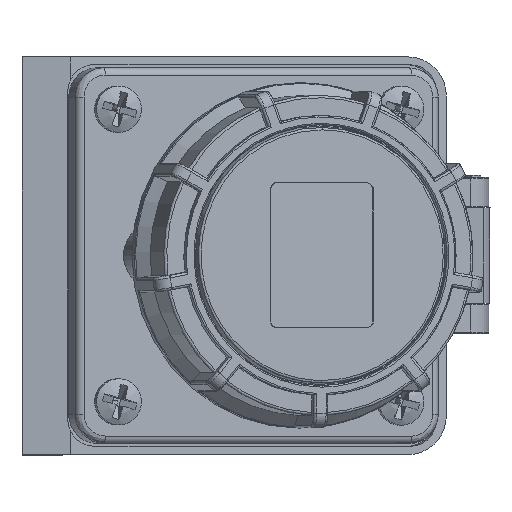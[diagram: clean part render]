
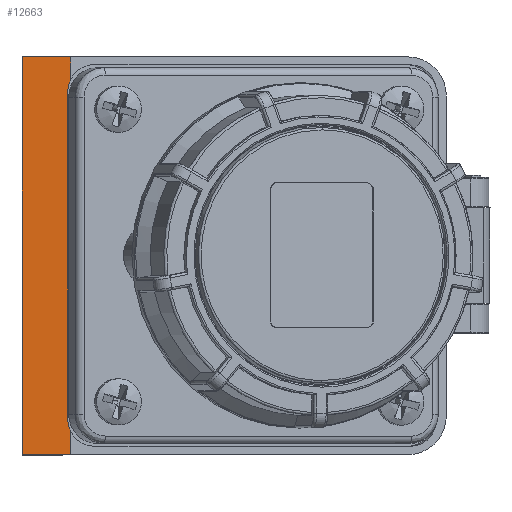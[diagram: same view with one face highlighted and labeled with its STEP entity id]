
A CAD part, top view. The second image highlights one B-rep face of the part: STEP entity #12663.
In plain terms, the highlighted planar face has unit normal (0, 0, 1).
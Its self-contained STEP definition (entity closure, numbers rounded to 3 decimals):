
#32 = EDGE_CURVE ( 'NONE', #2004, #3279, #15413, .T. ) ;
#265 =( BOUNDED_CURVE ( )  B_SPLINE_CURVE ( 3, ( #3474, #18210, #30830, #3797 ),
 .UNSPECIFIED., .F., .F. ) 
 B_SPLINE_CURVE_WITH_KNOTS ( ( 4, 4 ),
 ( 2.677, 3.142 ),
 .UNSPECIFIED. ) 
 CURVE ( )  GEOMETRIC_REPRESENTATION_ITEM ( )  RATIONAL_B_SPLINE_CURVE ( ( 1., 0.982, 0.982, 1. ) ) 
 REPRESENTATION_ITEM ( '' )  );
#434 = CARTESIAN_POINT ( 'NONE',  ( -82.455, 40.968, 55.393 ) ) ;
#577 = DIRECTION ( 'NONE',  ( 0., 0., 1. ) ) ;
#653 = LINE ( 'NONE', #26058, #2153 ) ;
#767 = EDGE_CURVE ( 'NONE', #14940, #28825, #653, .T. ) ;
#960 = VERTEX_POINT ( 'NONE', #10036 ) ;
#1771 = EDGE_LOOP ( 'NONE', ( #24056, #31758, #30757, #22109, #17461, #23048, #23993, #19093 ) ) ;
#2004 = VERTEX_POINT ( 'NONE', #12343 ) ;
#2153 = VECTOR ( 'NONE', #8517, 1000. ) ;
#3140 = CARTESIAN_POINT ( 'NONE',  ( -82.455, -35.881, 55.393 ) ) ;
#3279 = VERTEX_POINT ( 'NONE', #14822 ) ;
#3474 = CARTESIAN_POINT ( 'NONE',  ( -82.455, -31.164, 55.393 ) ) ;
#3797 = CARTESIAN_POINT ( 'NONE',  ( -83.059, -28.698, 55.393 ) ) ;
#4104 = CARTESIAN_POINT ( 'NONE',  ( -92.455, -35.881, 55.393 ) ) ;
#4396 = EDGE_CURVE ( 'NONE', #960, #2004, #265, .T. ) ;
#4503 = LINE ( 'NONE', #7615, #29096 ) ;
#4755 = PLANE ( 'NONE',  #16153 ) ;
#5040 = LINE ( 'NONE', #11908, #5450 ) ;
#5210 = VECTOR ( 'NONE', #8485, 1000. ) ;
#5450 = VECTOR ( 'NONE', #19389, 1000. ) ;
#7382 = CARTESIAN_POINT ( 'NONE',  ( -83.059, 38.502, 55.393 ) ) ;
#7615 = CARTESIAN_POINT ( 'NONE',  ( -82.455, 4.869, 55.393 ) ) ;
#8272 = LINE ( 'NONE', #30213, #13343 ) ;
#8485 = DIRECTION ( 'NONE',  ( 0., 1., 0. ) ) ;
#8517 = DIRECTION ( 'NONE',  ( 1., 0., 0. ) ) ;
#8765 = CARTESIAN_POINT ( 'NONE',  ( -92.455, 45.619, 55.393 ) ) ;
#10036 = CARTESIAN_POINT ( 'NONE',  ( -82.455, -31.164, 55.393 ) ) ;
#10229 = DIRECTION ( 'NONE',  ( 0., 1., 0. ) ) ;
#10785 = EDGE_CURVE ( 'NONE', #3279, #23346, #25814, .T. ) ;
#11908 = CARTESIAN_POINT ( 'NONE',  ( -92.455, 45.619, 55.393 ) ) ;
#12299 = CARTESIAN_POINT ( 'NONE',  ( -83.059, 39.362, 55.393 ) ) ;
#12343 = CARTESIAN_POINT ( 'NONE',  ( -83.059, -28.698, 55.393 ) ) ;
#12663 = ADVANCED_FACE ( 'NONE', ( #16851 ), #4755, .T. ) ;
#12890 = CARTESIAN_POINT ( 'NONE',  ( -48.955, 4.869, 55.393 ) ) ;
#13343 = VECTOR ( 'NONE', #15612, 1000. ) ;
#14822 = CARTESIAN_POINT ( 'NONE',  ( -83.059, 38.502, 55.393 ) ) ;
#14940 = VERTEX_POINT ( 'NONE', #4104 ) ;
#15413 = LINE ( 'NONE', #27276, #19883 ) ;
#15525 = VERTEX_POINT ( 'NONE', #23653 ) ;
#15612 = DIRECTION ( 'NONE',  ( 1., 0., 0. ) ) ;
#16153 = AXIS2_PLACEMENT_3D ( 'NONE', #12890, #577, #17763 ) ;
#16483 = CARTESIAN_POINT ( 'NONE',  ( -82.455, 4.869, 55.393 ) ) ;
#16851 = FACE_OUTER_BOUND ( 'NONE', #1771, .T. ) ;
#17179 = CARTESIAN_POINT ( 'NONE',  ( -82.455, 40.968, 55.393 ) ) ;
#17461 = ORIENTED_EDGE ( 'NONE', *, *, #27004, .F. ) ;
#17604 = EDGE_CURVE ( 'NONE', #20305, #15525, #8272, .T. ) ;
#17763 = DIRECTION ( 'NONE',  ( 1., 0., 0. ) ) ;
#18210 = CARTESIAN_POINT ( 'NONE',  ( -82.854, -30.395, 55.393 ) ) ;
#19093 = ORIENTED_EDGE ( 'NONE', *, *, #4396, .T. ) ;
#19389 = DIRECTION ( 'NONE',  ( 0., 1., 0. ) ) ;
#19883 = VECTOR ( 'NONE', #10229, 1000. ) ;
#20305 = VERTEX_POINT ( 'NONE', #8765 ) ;
#21105 = EDGE_CURVE ( 'NONE', #23346, #15525, #4503, .T. ) ;
#21535 = EDGE_CURVE ( 'NONE', #28825, #960, #30755, .T. ) ;
#22109 = ORIENTED_EDGE ( 'NONE', *, *, #17604, .F. ) ;
#23048 = ORIENTED_EDGE ( 'NONE', *, *, #767, .T. ) ;
#23346 = VERTEX_POINT ( 'NONE', #434 ) ;
#23653 = CARTESIAN_POINT ( 'NONE',  ( -82.455, 45.619, 55.393 ) ) ;
#23993 = ORIENTED_EDGE ( 'NONE', *, *, #21535, .T. ) ;
#24056 = ORIENTED_EDGE ( 'NONE', *, *, #32, .T. ) ;
#25017 = DIRECTION ( 'NONE',  ( 0., 1., 0. ) ) ;
#25814 =( BOUNDED_CURVE ( )  B_SPLINE_CURVE ( 3, ( #7382, #12299, #31635, #17179 ),
 .UNSPECIFIED., .F., .T. ) 
 B_SPLINE_CURVE_WITH_KNOTS ( ( 4, 4 ),
 ( 3.142, 3.606 ),
 .UNSPECIFIED. ) 
 CURVE ( )  GEOMETRIC_REPRESENTATION_ITEM ( )  RATIONAL_B_SPLINE_CURVE ( ( 1., 0.982, 0.982, 1. ) ) 
 REPRESENTATION_ITEM ( '' )  );
#26058 = CARTESIAN_POINT ( 'NONE',  ( -48.955, -35.881, 55.393 ) ) ;
#27004 = EDGE_CURVE ( 'NONE', #14940, #20305, #5040, .T. ) ;
#27276 = CARTESIAN_POINT ( 'NONE',  ( -83.059, 4.869, 55.393 ) ) ;
#28825 = VERTEX_POINT ( 'NONE', #3140 ) ;
#29096 = VECTOR ( 'NONE', #25017, 1000. ) ;
#30213 = CARTESIAN_POINT ( 'NONE',  ( -5.455, 45.619, 55.393 ) ) ;
#30755 = LINE ( 'NONE', #16483, #5210 ) ;
#30757 = ORIENTED_EDGE ( 'NONE', *, *, #21105, .T. ) ;
#30830 = CARTESIAN_POINT ( 'NONE',  ( -83.059, -29.558, 55.393 ) ) ;
#31635 = CARTESIAN_POINT ( 'NONE',  ( -82.854, 40.199, 55.393 ) ) ;
#31758 = ORIENTED_EDGE ( 'NONE', *, *, #10785, .T. ) ;
